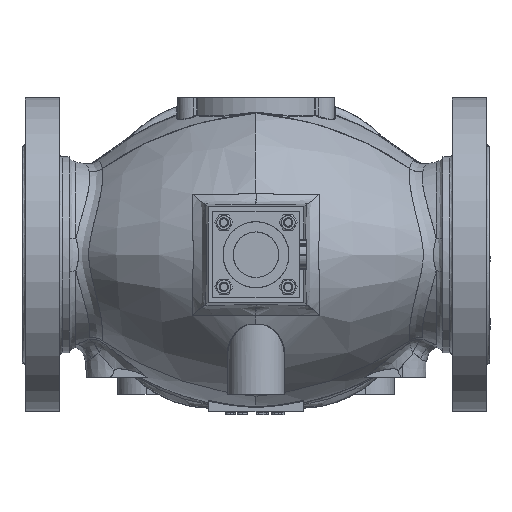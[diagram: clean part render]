
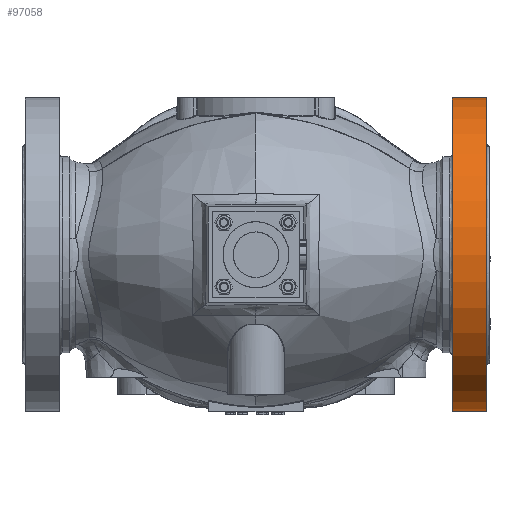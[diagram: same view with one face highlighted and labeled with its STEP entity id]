
A CAD part, front view. The second image highlights one B-rep face of the part: STEP entity #97058.
In plain terms, the highlighted cylindrical face has radius 100 mm (diameter 200 mm), a partial arc.
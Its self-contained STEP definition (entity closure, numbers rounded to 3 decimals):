
#882 = DIRECTION ( 'NONE',  ( -1., 0., 0. ) ) ;
#6067 = VERTEX_POINT ( 'NONE', #116315 ) ;
#13876 = EDGE_CURVE ( 'NONE', #27943, #6067, #39301, .T. ) ;
#19469 = DIRECTION ( 'NONE',  ( -1., 0., 0. ) ) ;
#23962 = AXIS2_PLACEMENT_3D ( 'NONE', #31644, #72691, #59004 ) ;
#27943 = VERTEX_POINT ( 'NONE', #170306 ) ;
#28560 = AXIS2_PLACEMENT_3D ( 'NONE', #39050, #134124, #52699 ) ;
#31644 = CARTESIAN_POINT ( 'NONE',  ( 118.5, 0., 0. ) ) ;
#34152 = AXIS2_PLACEMENT_3D ( 'NONE', #82284, #882, #95985 ) ;
#35249 = EDGE_LOOP ( 'NONE', ( #42519, #41636, #134437, #165875 ) ) ;
#39050 = CARTESIAN_POINT ( 'NONE',  ( 125., 0., 0. ) ) ;
#39301 = LINE ( 'NONE', #136922, #143474 ) ;
#41636 = ORIENTED_EDGE ( 'NONE', *, *, #150635, .T. ) ;
#42519 = ORIENTED_EDGE ( 'NONE', *, *, #13876, .T. ) ;
#48637 = VERTEX_POINT ( 'NONE', #95955 ) ;
#52699 = DIRECTION ( 'NONE',  ( 0., 0., -1. ) ) ;
#52905 = LINE ( 'NONE', #73571, #157121 ) ;
#59004 = DIRECTION ( 'NONE',  ( 0., 0., -1. ) ) ;
#72691 = DIRECTION ( 'NONE',  ( 1., 0., 0. ) ) ;
#73571 = CARTESIAN_POINT ( 'NONE',  ( 118.5, 0., 100. ) ) ;
#74268 = EDGE_CURVE ( 'NONE', #142471, #27943, #139556, .T. ) ;
#82284 = CARTESIAN_POINT ( 'NONE',  ( 147., 0., 0. ) ) ;
#95955 = CARTESIAN_POINT ( 'NONE',  ( 147., 0., 100. ) ) ;
#95985 = DIRECTION ( 'NONE',  ( 0., 0., -1. ) ) ;
#97058 = ADVANCED_FACE ( 'NONE', ( #103307 ), #162766, .T. ) ;
#103307 = FACE_OUTER_BOUND ( 'NONE', #35249, .T. ) ;
#109787 = CARTESIAN_POINT ( 'NONE',  ( 125., 0., 100. ) ) ;
#116315 = CARTESIAN_POINT ( 'NONE',  ( 147., 0., -100. ) ) ;
#117356 = EDGE_CURVE ( 'NONE', #48637, #142471, #52905, .T. ) ;
#122685 = DIRECTION ( 'NONE',  ( 1., 0., 0. ) ) ;
#132531 = CIRCLE ( 'NONE', #34152, 100. ) ;
#134124 = DIRECTION ( 'NONE',  ( 1., 0., 0. ) ) ;
#134437 = ORIENTED_EDGE ( 'NONE', *, *, #117356, .T. ) ;
#136922 = CARTESIAN_POINT ( 'NONE',  ( 118.5, 0., -100. ) ) ;
#139556 = CIRCLE ( 'NONE', #28560, 100. ) ;
#142471 = VERTEX_POINT ( 'NONE', #109787 ) ;
#143474 = VECTOR ( 'NONE', #122685, 1000. ) ;
#150635 = EDGE_CURVE ( 'NONE', #6067, #48637, #132531, .T. ) ;
#157121 = VECTOR ( 'NONE', #19469, 1000. ) ;
#162766 = CYLINDRICAL_SURFACE ( 'NONE', #23962, 100. ) ;
#165875 = ORIENTED_EDGE ( 'NONE', *, *, #74268, .T. ) ;
#170306 = CARTESIAN_POINT ( 'NONE',  ( 125., 0., -100. ) ) ;
